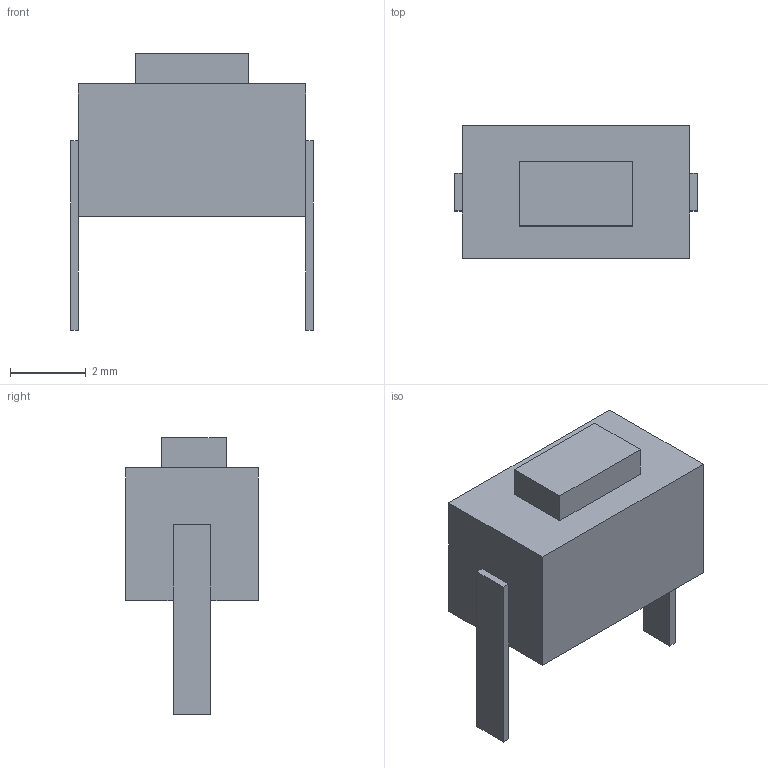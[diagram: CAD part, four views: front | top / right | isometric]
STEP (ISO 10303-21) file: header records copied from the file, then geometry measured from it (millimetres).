
FILE_DESCRIPTION(('FreeCAD Model'),'2;1');
FILE_NAME('Button_TC-1101T-C-A-B.step', '2019-01-04T13:00:31',('kicad StepUp'),('ksu MCAD'), 'Open CASCADE STEP processor 6.8','FreeCAD','Unknown');
FILE_SCHEMA(('AUTOMOTIVE_DESIGN_CC2 { 1 2 10303 214 -1 1 5 4 }'));
Length unit declared in the file: millimetre
Products named in the file (1): Button_TC-1101T-C-A-B
Bounding box: 6.4 x 3.5 x 7.3 mm (x, y, z)
Volume: 79.6 mm3; surface area: 132.8 mm2
Topology: 1 solids, 1 shells, 23 faces, 56 edges, 36 vertices
Faces by surface type: plane 23
Entity records: 679 total; most frequent: CARTESIAN_POINT 116, ORIENTED_EDGE 112, DIRECTION 104, EDGE_CURVE 56, LINE 56, VECTOR 56, VERTEX_POINT 36, AXIS2_PLACEMENT_3D 24
